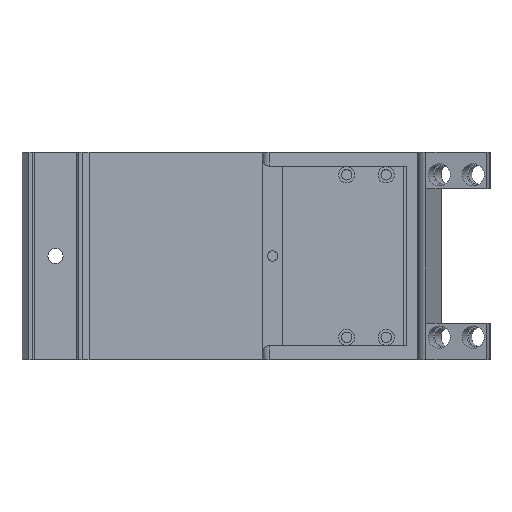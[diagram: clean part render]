
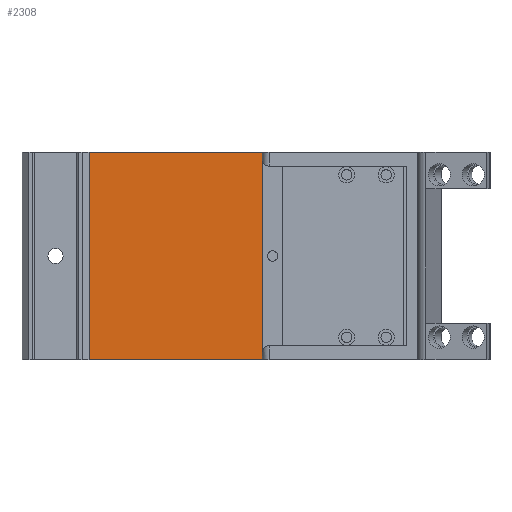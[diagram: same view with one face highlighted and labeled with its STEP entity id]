
A CAD part, top view. The second image highlights one B-rep face of the part: STEP entity #2308.
In plain terms, the highlighted planar face has unit normal (0, 0, 1).
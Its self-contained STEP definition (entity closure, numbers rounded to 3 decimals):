
#262 = VERTEX_POINT('',#263);
#263 = CARTESIAN_POINT('',(59.82,-30.,-4.));
#269 = EDGE_CURVE('',#262,#270,#272,.T.);
#270 = VERTEX_POINT('',#271);
#271 = CARTESIAN_POINT('',(9.7,-30.,-4.));
#272 = LINE('',#273,#274);
#273 = CARTESIAN_POINT('',(59.82,-30.,-4.));
#274 = VECTOR('',#275,1.);
#275 = DIRECTION('',(-1.,0.,0.));
#413 = VERTEX_POINT('',#414);
#414 = CARTESIAN_POINT('',(9.7,30.,-4.));
#420 = EDGE_CURVE('',#421,#413,#423,.T.);
#421 = VERTEX_POINT('',#422);
#422 = CARTESIAN_POINT('',(59.82,30.,-4.));
#423 = LINE('',#424,#425);
#424 = CARTESIAN_POINT('',(59.82,30.,-4.));
#425 = VECTOR('',#426,1.);
#426 = DIRECTION('',(-1.,0.,0.));
#697 = EDGE_CURVE('',#270,#413,#698,.T.);
#698 = LINE('',#699,#700);
#699 = CARTESIAN_POINT('',(9.7,-30.,-4.));
#700 = VECTOR('',#701,1.);
#701 = DIRECTION('',(0.,1.,0.));
#2308 = ADVANCED_FACE('',(#2309),#2320,.F.);
#2309 = FACE_BOUND('',#2310,.F.);
#2310 = EDGE_LOOP('',(#2311,#2317,#2318,#2319));
#2311 = ORIENTED_EDGE('',*,*,#2312,.T.);
#2312 = EDGE_CURVE('',#421,#262,#2313,.T.);
#2313 = LINE('',#2314,#2315);
#2314 = CARTESIAN_POINT('',(59.82,30.,-4.));
#2315 = VECTOR('',#2316,1.);
#2316 = DIRECTION('',(0.,-1.,0.));
#2317 = ORIENTED_EDGE('',*,*,#269,.T.);
#2318 = ORIENTED_EDGE('',*,*,#697,.T.);
#2319 = ORIENTED_EDGE('',*,*,#420,.F.);
#2320 = PLANE('',#2321);
#2321 = AXIS2_PLACEMENT_3D('',#2322,#2323,#2324);
#2322 = CARTESIAN_POINT('',(59.82,30.,-4.));
#2323 = DIRECTION('',(-0.,0.,-1.));
#2324 = DIRECTION('',(-1.,0.,0.));
